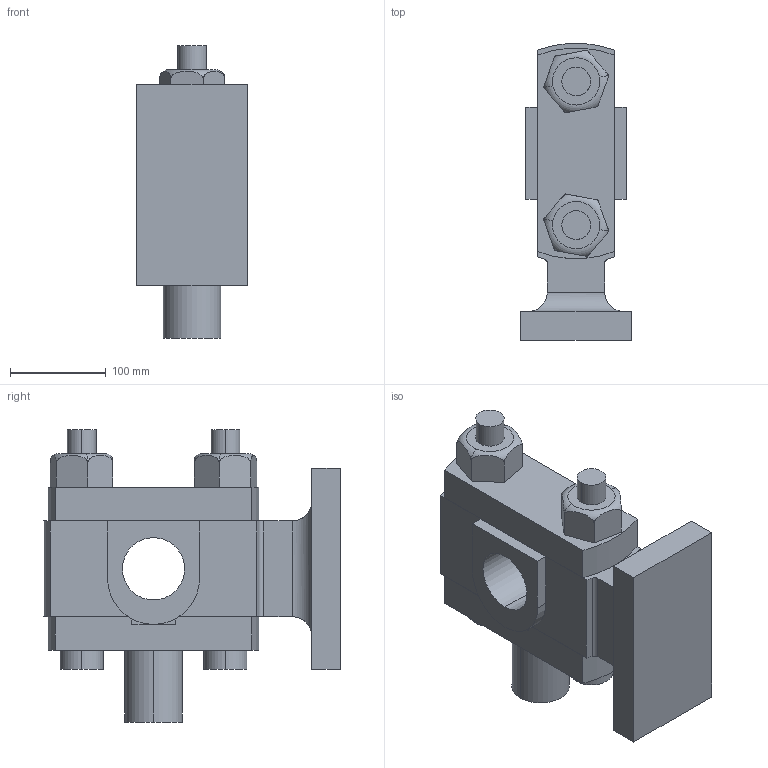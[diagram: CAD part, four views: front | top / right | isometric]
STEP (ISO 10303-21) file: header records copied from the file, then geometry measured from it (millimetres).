
FILE_DESCRIPTION (( 'STEP AP214' ), '1' );
FILE_NAME ('crosshead-assembly.STEP', '2025-07-13T16:52:22', ( '' ), ( '' ), 'SwSTEP 2.0', 'SolidWorks 2025', '' );
FILE_SCHEMA (( 'AUTOMOTIVE_DESIGN' ));
Length unit declared in the file: millimetre
Products named in the file (7): nut; body; keep-plate; piston-rod; crosshead-assembly; bolt; brass
Assembly tree (8 placements, depth 2):
  crosshead-assembly
    body
    brass
    piston-rod
    keep-plate
    bolt  x2
    nut  x2
Bounding box: 115 x 309.71 x 305 mm (x, y, z)
Volume: 4431467.9 mm3; surface area: 471454.2 mm2
Topology: 8 solids, 8 shells, 117 faces, 277 edges, 182 vertices
Faces by surface type: plane 67, cylinder 46, torus 4
Entity records: 3439 total; most frequent: CARTESIAN_POINT 828, DIRECTION 521, ORIENTED_EDGE 474, EDGE_CURVE 237, AXIS2_PLACEMENT_3D 185, VERTEX_POINT 156, VECTOR 151, LINE 151
